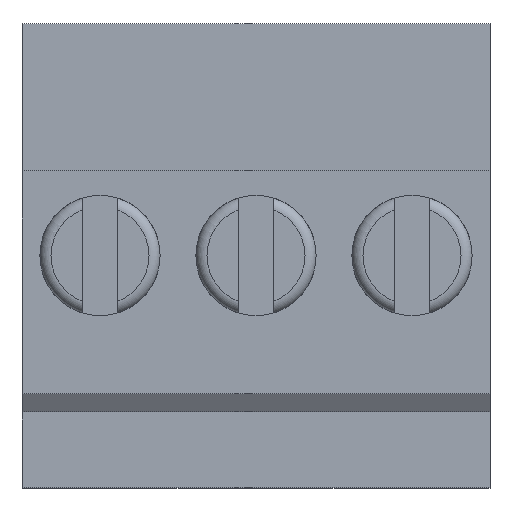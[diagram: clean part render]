
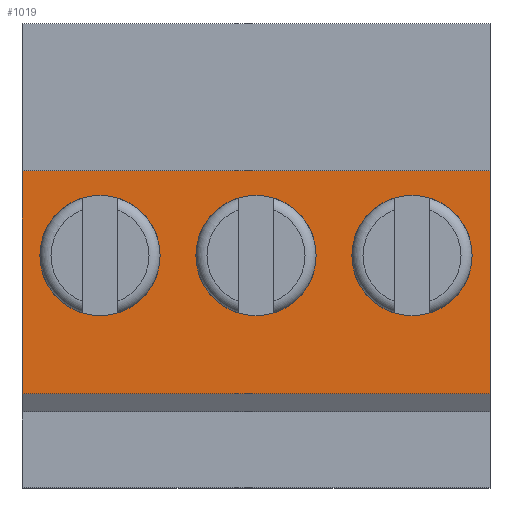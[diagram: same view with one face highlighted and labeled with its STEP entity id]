
A CAD part, top view. The second image highlights one B-rep face of the part: STEP entity #1019.
In plain terms, the highlighted planar face has unit normal (0, 0, 1).
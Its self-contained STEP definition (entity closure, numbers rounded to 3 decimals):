
#1019 = ADVANCED_FACE( '', ( #2166, #2167, #2168, #2169 ), #2170, .T. );
#2166 = FACE_BOUND( '', #3494, .T. );
#2167 = FACE_OUTER_BOUND( '', #3495, .T. );
#2168 = FACE_BOUND( '', #3496, .T. );
#2169 = FACE_BOUND( '', #3497, .T. );
#2170 = PLANE( '', #3498 );
#3494 = EDGE_LOOP( '', ( #6099 ) );
#3495 = EDGE_LOOP( '', ( #6100, #6101, #6102, #6103 ) );
#3496 = EDGE_LOOP( '', ( #6104 ) );
#3497 = EDGE_LOOP( '', ( #6105 ) );
#3498 = AXIS2_PLACEMENT_3D( '', #6106, #6107, #6108 );
#6099 = ORIENTED_EDGE( '', *, *, #9162, .T. );
#6100 = ORIENTED_EDGE( '', *, *, #9163, .F. );
#6101 = ORIENTED_EDGE( '', *, *, #8270, .F. );
#6102 = ORIENTED_EDGE( '', *, *, #9088, .T. );
#6103 = ORIENTED_EDGE( '', *, *, #9164, .T. );
#6104 = ORIENTED_EDGE( '', *, *, #8658, .T. );
#6105 = ORIENTED_EDGE( '', *, *, #9165, .T. );
#6106 = CARTESIAN_POINT( '', ( 5.25, -3.1, 6.66 ) );
#6107 = DIRECTION( '', ( 0., 0., 1. ) );
#6108 = DIRECTION( '', ( 1., 0., 0. ) );
#8270 = EDGE_CURVE( '', #9957, #9953, #9959, .T. );
#8658 = EDGE_CURVE( '', #10606, #10606, #10607, .T. );
#9088 = EDGE_CURVE( '', #9957, #11257, #11259, .T. );
#9162 = EDGE_CURVE( '', #11360, #11360, #11361, .T. );
#9163 = EDGE_CURVE( '', #9953, #11362, #11363, .T. );
#9164 = EDGE_CURVE( '', #11257, #11362, #11364, .T. );
#9165 = EDGE_CURVE( '', #11365, #11365, #11366, .T. );
#9953 = VERTEX_POINT( '', #12366 );
#9957 = VERTEX_POINT( '', #12372 );
#9959 = LINE( '', #12375, #12376 );
#10606 = VERTEX_POINT( '', #13336 );
#10607 = CIRCLE( '', #13337, 1.35 );
#11257 = VERTEX_POINT( '', #14295 );
#11259 = LINE( '', #14298, #14299 );
#11360 = VERTEX_POINT( '', #14451 );
#11361 = CIRCLE( '', #14452, 1.35 );
#11362 = VERTEX_POINT( '', #14453 );
#11363 = LINE( '', #14454, #14455 );
#11364 = LINE( '', #14456, #14457 );
#11365 = VERTEX_POINT( '', #14458 );
#11366 = CIRCLE( '', #14459, 1.35 );
#12366 = CARTESIAN_POINT( '', ( -5.25, -3.1, 6.66 ) );
#12372 = CARTESIAN_POINT( '', ( 5.25, -3.1, 6.66 ) );
#12375 = CARTESIAN_POINT( '', ( 5.25, -3.1, 6.66 ) );
#12376 = VECTOR( '', #15464, 1000. );
#13336 = CARTESIAN_POINT( '', ( 4.85, 0., 6.66 ) );
#13337 = AXIS2_PLACEMENT_3D( '', #15827, #15828, #15829 );
#14295 = CARTESIAN_POINT( '', ( 5.25, 1.9, 6.66 ) );
#14298 = CARTESIAN_POINT( '', ( 5.25, -3.1, 6.66 ) );
#14299 = VECTOR( '', #16229, 1000. );
#14451 = CARTESIAN_POINT( '', ( 1.35, 0., 6.66 ) );
#14452 = AXIS2_PLACEMENT_3D( '', #16295, #16296, #16297 );
#14453 = CARTESIAN_POINT( '', ( -5.25, 1.9, 6.66 ) );
#14454 = CARTESIAN_POINT( '', ( -5.25, -3.1, 6.66 ) );
#14455 = VECTOR( '', #16298, 1000. );
#14456 = CARTESIAN_POINT( '', ( 5.25, 1.9, 6.66 ) );
#14457 = VECTOR( '', #16299, 1000. );
#14458 = CARTESIAN_POINT( '', ( -2.15, 0., 6.66 ) );
#14459 = AXIS2_PLACEMENT_3D( '', #16300, #16301, #16302 );
#15464 = DIRECTION( '', ( -1., 0., 0. ) );
#15827 = CARTESIAN_POINT( '', ( 3.5, 0., 6.66 ) );
#15828 = DIRECTION( '', ( 0., 0., -1. ) );
#15829 = DIRECTION( '', ( 1., 0., 0. ) );
#16229 = DIRECTION( '', ( 0., 1., 0. ) );
#16295 = CARTESIAN_POINT( '', ( 0., 0., 6.66 ) );
#16296 = DIRECTION( '', ( 0., 0., -1. ) );
#16297 = DIRECTION( '', ( 1., 0., 0. ) );
#16298 = DIRECTION( '', ( 0., 1., 0. ) );
#16299 = DIRECTION( '', ( -1., 0., 0. ) );
#16300 = CARTESIAN_POINT( '', ( -3.5, 0., 6.66 ) );
#16301 = DIRECTION( '', ( 0., 0., -1. ) );
#16302 = DIRECTION( '', ( 1., 0., 0. ) );
